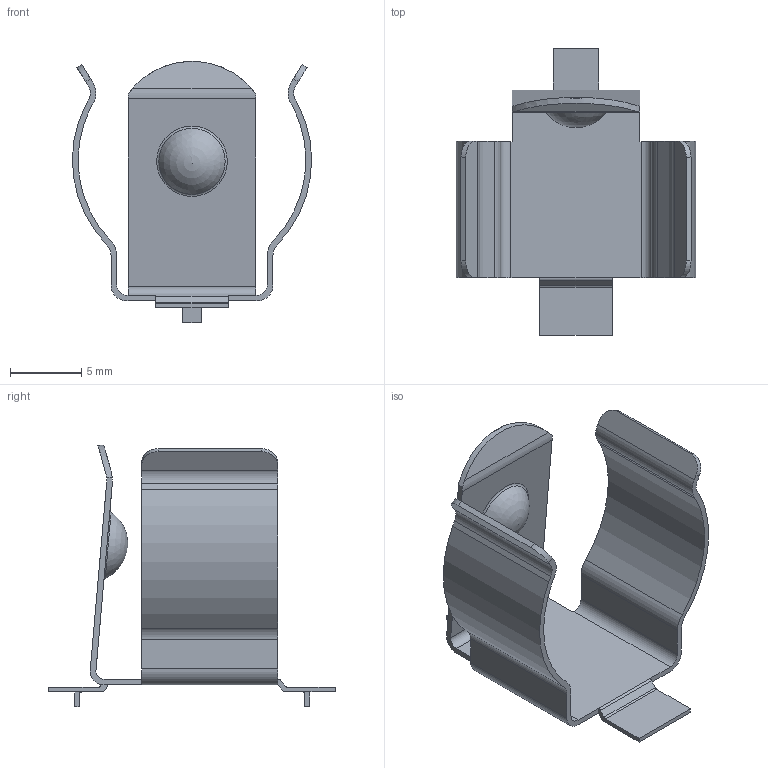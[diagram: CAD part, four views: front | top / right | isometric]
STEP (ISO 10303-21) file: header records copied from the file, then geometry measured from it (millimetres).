
FILE_DESCRIPTION(/* description */ ('Unknown','CAx-IF Rec.Pracs.---Representation and Presentation of Product Manufacturing Information (PMI)---4.0---2014-10-13','CAx-IF Rec.Pracs.---3D Tessellated Geometry---0.4---2014-09-14','2;1'),/* implementation_level */ '2;1');
FILE_NAME(/* name */ '254',/* time_stamp */ '2023-04-14T07:58:08+02:00',/* author */ ('Unknown'),/* organization */ ('Unknown'),/* preprocessor_version */ 'ST-DEVELOPER v18.1',/* originating_system */ 'Solid Edge',/* authorisation */ 'Unknown');
FILE_SCHEMA (('AP242_MANAGED_MODEL_BASED_3D_ENGINEERING_MIM_LF { 1 0 10303 442 1 1 4 }'));
Length unit declared in the file: millimetre
Products named in the file (1): 254
Bounding box: 16.73 x 20.04 x 18.28 mm (x, y, z)
Volume: 253.1 mm3; surface area: 1343 mm2
Topology: 1 solids, 1 shells, 87 faces, 247 edges, 164 vertices
Faces by surface type: plane 50, cylinder 32, torus 3, sphere 2
Entity records: 2800 total; most frequent: CARTESIAN_POINT 497, DIRECTION 484, ORIENTED_EDGE 474, EDGE_CURVE 237, AXIS2_PLACEMENT_3D 162, LINE 160, VECTOR 160, VERTEX_POINT 159
